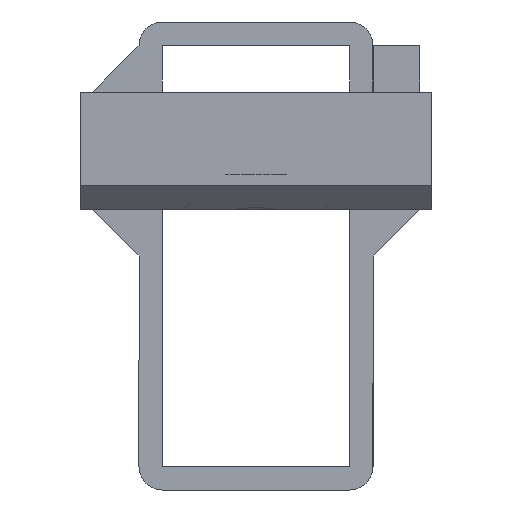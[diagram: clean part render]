
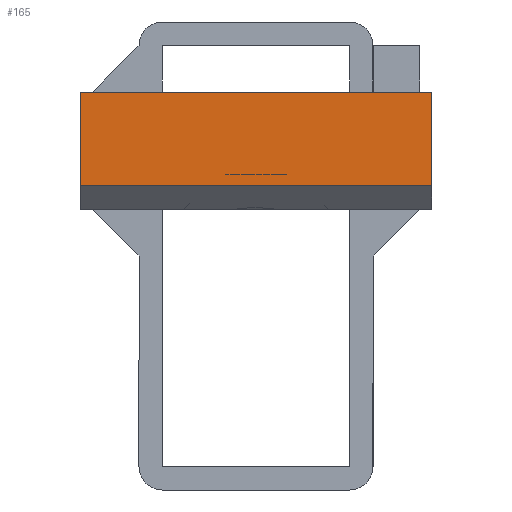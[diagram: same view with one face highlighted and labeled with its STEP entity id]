
A CAD part, left-side view. The second image highlights one B-rep face of the part: STEP entity #165.
In plain terms, the highlighted planar face has unit normal (-1, 0, 0).
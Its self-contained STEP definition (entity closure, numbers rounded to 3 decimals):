
#165=ADVANCED_FACE('',(#419),#420,.T.);
#419=FACE_OUTER_BOUND('',#789,.T.);
#420=PLANE('',#790);
#789=EDGE_LOOP('',(#1197,#1198,#1199,#1200));
#790=AXIS2_PLACEMENT_3D('',#1201,#1202,#1203);
#1197=ORIENTED_EDGE('',*,*,#2012,.F.);
#1198=ORIENTED_EDGE('',*,*,#2013,.T.);
#1199=ORIENTED_EDGE('',*,*,#2014,.T.);
#1200=ORIENTED_EDGE('',*,*,#2015,.T.);
#1201=CARTESIAN_POINT('',(-30.5,-15.0,0.));
#1202=DIRECTION('',(-1.0,0.0,0.));
#1203=DIRECTION('',(0.0,1.0,0.0));
#2012=EDGE_CURVE('',#2401,#2402,#2403,.T.);
#2013=EDGE_CURVE('',#2401,#2404,#2405,.T.);
#2014=EDGE_CURVE('',#2404,#2406,#2407,.T.);
#2015=EDGE_CURVE('',#2406,#2402,#2408,.T.);
#2401=VERTEX_POINT('',#2912);
#2402=VERTEX_POINT('',#2913);
#2403=LINE('',#2914,#2915);
#2404=VERTEX_POINT('',#2916);
#2405=LINE('',#2917,#2918);
#2406=VERTEX_POINT('',#2919);
#2407=LINE('',#2920,#2921);
#2408=LINE('',#2922,#2923);
#2912=CARTESIAN_POINT('',(-30.5,15.0,2.));
#2913=CARTESIAN_POINT('',(-30.5,15.0,10.));
#2914=CARTESIAN_POINT('',(-30.5,15.0,0.));
#2915=VECTOR('',#3636,1000.0);
#2916=CARTESIAN_POINT('',(-30.5,-15.0,2.));
#2917=CARTESIAN_POINT('',(-30.5,-15.0,2.));
#2918=VECTOR('',#3637,1000.0);
#2919=CARTESIAN_POINT('',(-30.5,-15.0,10.));
#2920=CARTESIAN_POINT('',(-30.5,-15.0,0.));
#2921=VECTOR('',#3638,1000.0);
#2922=CARTESIAN_POINT('',(-30.5,-15.0,10.));
#2923=VECTOR('',#3639,1000.0);
#3636=DIRECTION('',(0.,0.0,1.0));
#3637=DIRECTION('',(0.0,-1.0,0.0));
#3638=DIRECTION('',(0.,0.0,1.0));
#3639=DIRECTION('',(0.0,1.0,0.0));
